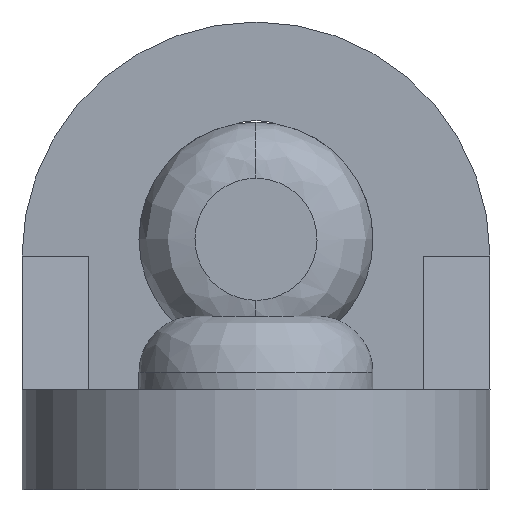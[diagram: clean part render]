
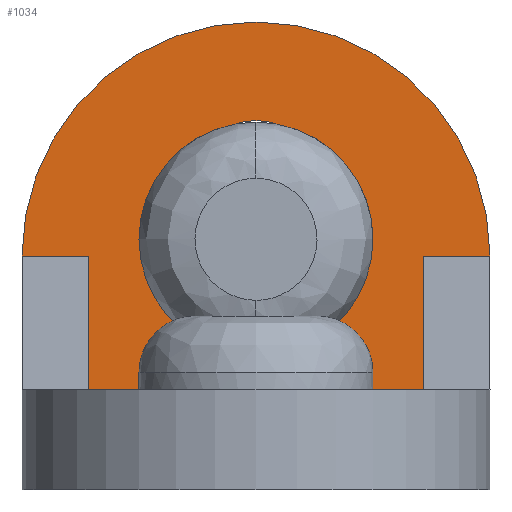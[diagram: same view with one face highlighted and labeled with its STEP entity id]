
A CAD part, front view. The second image highlights one B-rep face of the part: STEP entity #1034.
In plain terms, the highlighted planar face has unit normal (0, -1, 0).
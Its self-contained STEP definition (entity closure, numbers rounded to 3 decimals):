
#15 = AXIS2_PLACEMENT_3D ( 'NONE', #631, #277, #145 ) ;
#23 = DIRECTION ( 'NONE',  ( 0., 0., 1. ) ) ;
#57 = DIRECTION ( 'NONE',  ( 0., 0., 1. ) ) ;
#92 = EDGE_CURVE ( 'NONE', #1345, #543, #743, .T. ) ;
#109 = VECTOR ( 'NONE', #23, 1000. ) ;
#113 = AXIS2_PLACEMENT_3D ( 'NONE', #1404, #1389, #1508 ) ;
#119 = CARTESIAN_POINT ( 'NONE',  ( 14., -6., 14. ) ) ;
#127 = ORIENTED_EDGE ( 'NONE', *, *, #408, .T. ) ;
#135 = CARTESIAN_POINT ( 'NONE',  ( -14., -6., 14. ) ) ;
#144 = ORIENTED_EDGE ( 'NONE', *, *, #463, .F. ) ;
#145 = DIRECTION ( 'NONE',  ( 1., 0., 0. ) ) ;
#167 = EDGE_CURVE ( 'NONE', #1002, #1056, #1040, .T. ) ;
#179 = VERTEX_POINT ( 'NONE', #119 ) ;
#239 = CARTESIAN_POINT ( 'NONE',  ( 7., -6., 15. ) ) ;
#242 = AXIS2_PLACEMENT_3D ( 'NONE', #501, #597, #1220 ) ;
#265 = AXIS2_PLACEMENT_3D ( 'NONE', #1391, #676, #1509 ) ;
#277 = DIRECTION ( 'NONE',  ( 0., -1., 0. ) ) ;
#292 = VECTOR ( 'NONE', #484, 1000. ) ;
#315 = LINE ( 'NONE', #1246, #603 ) ;
#331 = EDGE_CURVE ( 'NONE', #681, #1305, #1444, .T. ) ;
#343 = CARTESIAN_POINT ( 'NONE',  ( -10., -6., 6. ) ) ;
#348 = CARTESIAN_POINT ( 'NONE',  ( -13.2, -6., 5. ) ) ;
#391 = EDGE_LOOP ( 'NONE', ( #697, #506, #790, #144 ) ) ;
#402 = DIRECTION ( 'NONE',  ( 1., 0., 0. ) ) ;
#408 = EDGE_CURVE ( 'NONE', #1446, #1345, #315, .T. ) ;
#410 = DIRECTION ( 'NONE',  ( 1., 0., 0. ) ) ;
#434 = EDGE_LOOP ( 'NONE', ( #894, #1233, #986, #127, #975, #1266 ) ) ;
#463 = EDGE_CURVE ( 'NONE', #829, #1002, #762, .T. ) ;
#478 = DIRECTION ( 'NONE',  ( 0., 0., 1. ) ) ;
#484 = DIRECTION ( 'NONE',  ( 1., 0., 0. ) ) ;
#501 = CARTESIAN_POINT ( 'NONE',  ( 0., -6., 14. ) ) ;
#506 = ORIENTED_EDGE ( 'NONE', *, *, #1292, .F. ) ;
#534 = CIRCLE ( 'NONE', #242, 14. ) ;
#543 = VERTEX_POINT ( 'NONE', #1189 ) ;
#597 = DIRECTION ( 'NONE',  ( 0., 1., 0. ) ) ;
#603 = VECTOR ( 'NONE', #410, 1000. ) ;
#604 = PLANE ( 'NONE',  #1018 ) ;
#631 = CARTESIAN_POINT ( 'NONE',  ( 0., -6., 15. ) ) ;
#655 = CARTESIAN_POINT ( 'NONE',  ( -1.368, -6., 21.865 ) ) ;
#676 = DIRECTION ( 'NONE',  ( 0., -1., 0. ) ) ;
#677 = AXIS2_PLACEMENT_3D ( 'NONE', #898, #1497, #903 ) ;
#681 = VERTEX_POINT ( 'NONE', #135 ) ;
#697 = ORIENTED_EDGE ( 'NONE', *, *, #1016, .T. ) ;
#743 = LINE ( 'NONE', #850, #109 ) ;
#750 = EDGE_CURVE ( 'NONE', #543, #179, #1461, .T. ) ;
#762 = CIRCLE ( 'NONE', #265, 7. ) ;
#780 = VECTOR ( 'NONE', #57, 1000. ) ;
#790 = ORIENTED_EDGE ( 'NONE', *, *, #167, .F. ) ;
#829 = VERTEX_POINT ( 'NONE', #655 ) ;
#841 = EDGE_CURVE ( 'NONE', #1446, #1305, #1257, .T. ) ;
#850 = CARTESIAN_POINT ( 'NONE',  ( 10., -6., 5.6 ) ) ;
#894 = ORIENTED_EDGE ( 'NONE', *, *, #1092, .F. ) ;
#898 = CARTESIAN_POINT ( 'NONE',  ( 0., -6., 15. ) ) ;
#903 = DIRECTION ( 'NONE',  ( 1., 0., 0. ) ) ;
#959 = CARTESIAN_POINT ( 'NONE',  ( 1.368, -6., 21.865 ) ) ;
#975 = ORIENTED_EDGE ( 'NONE', *, *, #92, .T. ) ;
#986 = ORIENTED_EDGE ( 'NONE', *, *, #841, .F. ) ;
#1002 = VERTEX_POINT ( 'NONE', #1277 ) ;
#1016 = EDGE_CURVE ( 'NONE', #829, #1081, #1126, .T. ) ;
#1017 = CARTESIAN_POINT ( 'NONE',  ( 9.9, -6., 14. ) ) ;
#1018 = AXIS2_PLACEMENT_3D ( 'NONE', #348, #1073, #478 ) ;
#1034 = ADVANCED_FACE ( 'NONE', ( #1353, #1164 ), #604, .F. ) ;
#1040 = CIRCLE ( 'NONE', #15, 7. ) ;
#1056 = VERTEX_POINT ( 'NONE', #239 ) ;
#1073 = DIRECTION ( 'NONE',  ( 0., 1., 0. ) ) ;
#1081 = VERTEX_POINT ( 'NONE', #959 ) ;
#1092 = EDGE_CURVE ( 'NONE', #681, #179, #534, .T. ) ;
#1126 = CIRCLE ( 'NONE', #113, 4.1 ) ;
#1129 = CARTESIAN_POINT ( 'NONE',  ( -10., -6., 5. ) ) ;
#1152 = CARTESIAN_POINT ( 'NONE',  ( 10., -6., 6. ) ) ;
#1164 = FACE_OUTER_BOUND ( 'NONE', #434, .T. ) ;
#1189 = CARTESIAN_POINT ( 'NONE',  ( 10., -6., 14. ) ) ;
#1220 = DIRECTION ( 'NONE',  ( 1., 0., 0. ) ) ;
#1233 = ORIENTED_EDGE ( 'NONE', *, *, #331, .T. ) ;
#1246 = CARTESIAN_POINT ( 'NONE',  ( -13.2, -6., 6. ) ) ;
#1252 = CARTESIAN_POINT ( 'NONE',  ( -10., -6., 14. ) ) ;
#1257 = LINE ( 'NONE', #1129, #780 ) ;
#1266 = ORIENTED_EDGE ( 'NONE', *, *, #750, .T. ) ;
#1277 = CARTESIAN_POINT ( 'NONE',  ( -7., -6., 15. ) ) ;
#1292 = EDGE_CURVE ( 'NONE', #1056, #1081, #1297, .T. ) ;
#1297 = CIRCLE ( 'NONE', #677, 7. ) ;
#1305 = VERTEX_POINT ( 'NONE', #1252 ) ;
#1345 = VERTEX_POINT ( 'NONE', #1152 ) ;
#1353 = FACE_BOUND ( 'NONE', #391, .T. ) ;
#1389 = DIRECTION ( 'NONE',  ( 0., 1., 0. ) ) ;
#1391 = CARTESIAN_POINT ( 'NONE',  ( 0., -6., 15. ) ) ;
#1404 = CARTESIAN_POINT ( 'NONE',  ( 0., -6., 18. ) ) ;
#1426 = CARTESIAN_POINT ( 'NONE',  ( 9.9, -6., 14. ) ) ;
#1444 = LINE ( 'NONE', #1017, #1517 ) ;
#1446 = VERTEX_POINT ( 'NONE', #343 ) ;
#1461 = LINE ( 'NONE', #1426, #292 ) ;
#1497 = DIRECTION ( 'NONE',  ( 0., -1., 0. ) ) ;
#1508 = DIRECTION ( 'NONE',  ( 1., 0., 0. ) ) ;
#1509 = DIRECTION ( 'NONE',  ( 1., 0., 0. ) ) ;
#1517 = VECTOR ( 'NONE', #402, 1000. ) ;
